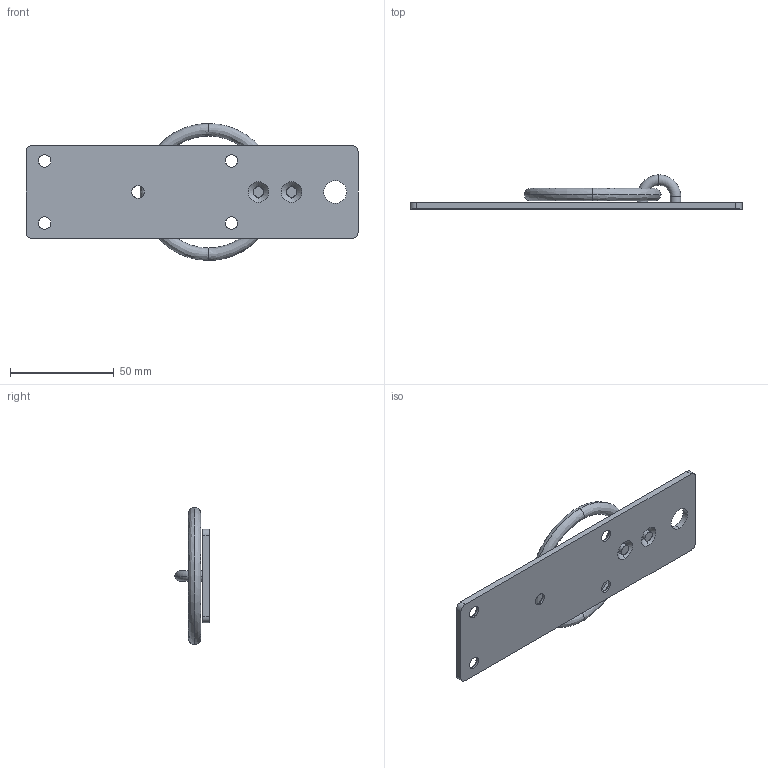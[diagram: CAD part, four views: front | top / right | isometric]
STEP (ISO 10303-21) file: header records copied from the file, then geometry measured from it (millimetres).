
FILE_DESCRIPTION (( 'STEP AP203' ), '1' );
FILE_NAME ('T65700.STEP', '2018-08-21T16:06:14', ( '' ), ( '' ), 'SwSTEP 2.0', 'SolidWorks 2016', '' );
FILE_SCHEMA (( 'CONFIG_CONTROL_DESIGN' ));
Length unit declared in the file: millimetre
Products named in the file (4): TH2797; TH2796; TH2798_ASSY; T65700
Assembly tree (3 placements, depth 2):
  T65700
    TH2796
    TH2797
    TH2798_ASSY
Bounding box: 160 x 16.5 x 66 mm (x, y, z)
Volume: 26442 mm3; surface area: 19636.7 mm2
Topology: 3 solids, 3 shells, 56 faces, 128 edges, 78 vertices
Faces by surface type: cylinder 24, cone 14, plane 10, torus 4, bspline 4
Entity records: 3092 total; most frequent: CARTESIAN_POINT 1348, DIRECTION 314, ORIENTED_EDGE 256, AXIS2_PLACEMENT_3D 132, EDGE_CURVE 128, VERTEX_POINT 78, CIRCLE 74, EDGE_LOOP 72
